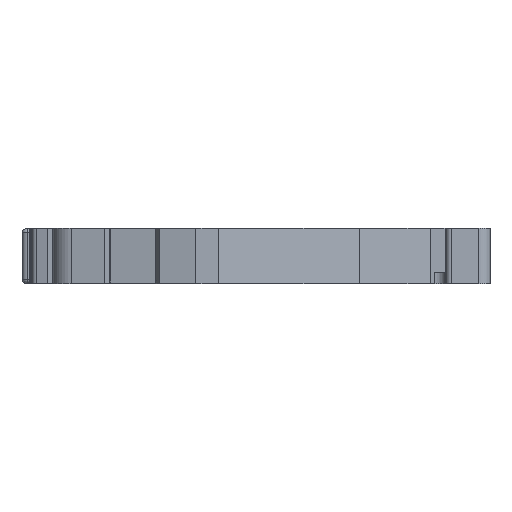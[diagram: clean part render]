
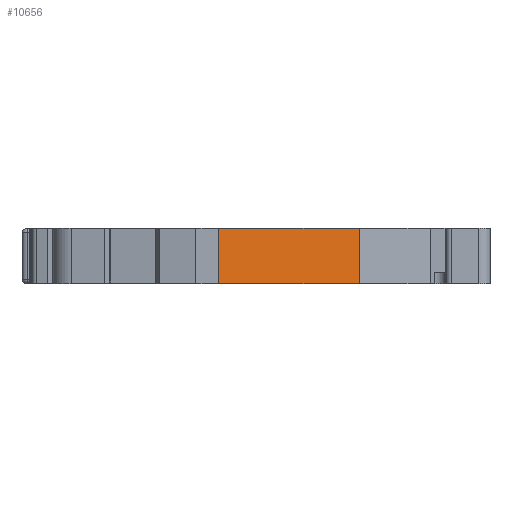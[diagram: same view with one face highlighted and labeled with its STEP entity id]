
A CAD part, left-side view. The second image highlights one B-rep face of the part: STEP entity #10656.
In plain terms, the highlighted planar face has unit normal (-0.979, -0.202, 0).
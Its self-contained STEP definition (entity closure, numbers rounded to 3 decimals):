
#779 = AXIS2_PLACEMENT_3D ( 'NONE', #9446, #10073, #14721 ) ;
#1636 = CARTESIAN_POINT ( 'NONE',  ( -32.136, 3.759, 0.775 ) ) ;
#1989 = LINE ( 'NONE', #7677, #5835 ) ;
#2427 = FACE_OUTER_BOUND ( 'NONE', #8484, .T. ) ;
#3054 = VERTEX_POINT ( 'NONE', #5220 ) ;
#3056 = CARTESIAN_POINT ( 'NONE',  ( -29.5, -9.01, -19.963 ) ) ;
#3841 = LINE ( 'NONE', #3056, #3974 ) ;
#3974 = VECTOR ( 'NONE', #5647, 1000. ) ;
#5026 = ORIENTED_EDGE ( 'NONE', *, *, #11661, .F. ) ;
#5106 = CARTESIAN_POINT ( 'NONE',  ( -29.5, -9.01, -4.225 ) ) ;
#5220 = CARTESIAN_POINT ( 'NONE',  ( -29.5, -9.01, 0.775 ) ) ;
#5647 = DIRECTION ( 'NONE',  ( 0., 0., 1. ) ) ;
#5835 = VECTOR ( 'NONE', #15126, 1000. ) ;
#6993 = VECTOR ( 'NONE', #12041, 1000. ) ;
#7002 = CARTESIAN_POINT ( 'NONE',  ( -32.136, 3.759, 0.775 ) ) ;
#7677 = CARTESIAN_POINT ( 'NONE',  ( -32.136, 3.759, -29.429 ) ) ;
#7882 = CARTESIAN_POINT ( 'NONE',  ( -32.136, 3.759, -4.225 ) ) ;
#8484 = EDGE_LOOP ( 'NONE', ( #5026, #12051, #12093, #15011 ) ) ;
#9446 = CARTESIAN_POINT ( 'NONE',  ( -32.136, 3.759, -29.429 ) ) ;
#10073 = DIRECTION ( 'NONE',  ( -0.979, -0.202, 0. ) ) ;
#10156 = VECTOR ( 'NONE', #14777, 1000. ) ;
#10180 = VERTEX_POINT ( 'NONE', #5106 ) ;
#10656 = ADVANCED_FACE ( 'NONE', ( #2427 ), #11027, .T. ) ;
#10868 = EDGE_CURVE ( 'NONE', #12300, #3054, #12460, .T. ) ;
#10893 = EDGE_CURVE ( 'NONE', #10180, #3054, #3841, .T. ) ;
#11027 = PLANE ( 'NONE',  #779 ) ;
#11661 = EDGE_CURVE ( 'NONE', #10180, #16255, #14357, .T. ) ;
#12041 = DIRECTION ( 'NONE',  ( -0.202, 0.979, 0. ) ) ;
#12051 = ORIENTED_EDGE ( 'NONE', *, *, #10893, .T. ) ;
#12093 = ORIENTED_EDGE ( 'NONE', *, *, #10868, .F. ) ;
#12300 = VERTEX_POINT ( 'NONE', #7002 ) ;
#12460 = LINE ( 'NONE', #1636, #10156 ) ;
#12737 = CARTESIAN_POINT ( 'NONE',  ( -32.136, 3.759, -4.225 ) ) ;
#13170 = EDGE_CURVE ( 'NONE', #16255, #12300, #1989, .T. ) ;
#14357 = LINE ( 'NONE', #7882, #6993 ) ;
#14721 = DIRECTION ( 'NONE',  ( 0.202, -0.979, 0. ) ) ;
#14777 = DIRECTION ( 'NONE',  ( 0.202, -0.979, 0. ) ) ;
#15011 = ORIENTED_EDGE ( 'NONE', *, *, #13170, .F. ) ;
#15126 = DIRECTION ( 'NONE',  ( 0., 0., 1. ) ) ;
#16255 = VERTEX_POINT ( 'NONE', #12737 ) ;
